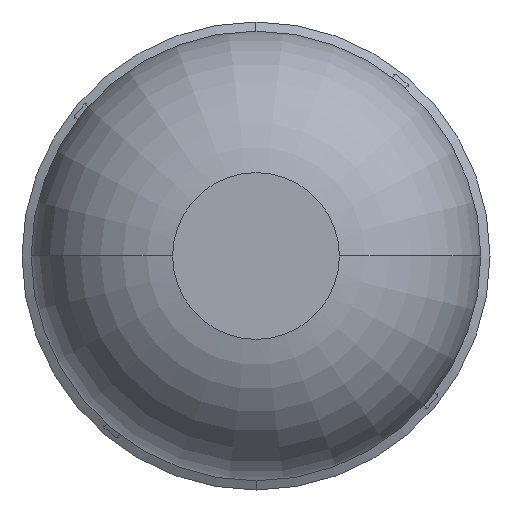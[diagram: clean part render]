
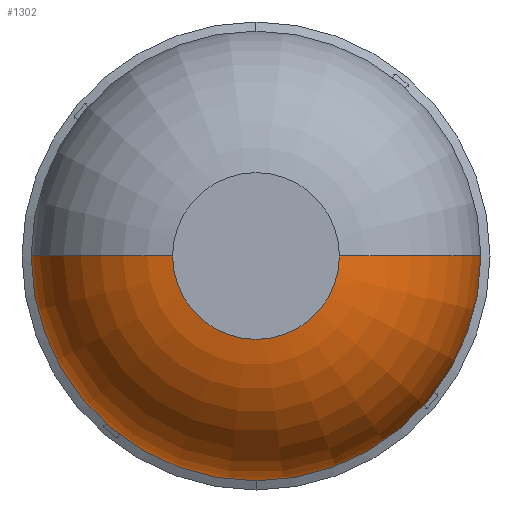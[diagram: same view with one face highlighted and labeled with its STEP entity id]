
A CAD part, left-side view. The second image highlights one B-rep face of the part: STEP entity #1302.
In plain terms, the highlighted toroidal (fillet/blend) face has major radius 0.175 mm and minor radius 0.508 mm.
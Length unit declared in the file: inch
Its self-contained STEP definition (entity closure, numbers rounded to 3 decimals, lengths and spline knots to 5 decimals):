
#291 = CIRCLE ( 'NONE', #1363, 0.00998 ) ;
#292 = CARTESIAN_POINT ( 'NONE',  ( -0.89412, 0.00528, 0. ) ) ;
#303 = DIRECTION ( 'NONE',  ( 0., 0., -1. ) ) ;
#435 = ORIENTED_EDGE ( 'NONE', *, *, #2523, .T. ) ;
#474 = CIRCLE ( 'NONE', #952, 0.0269 ) ;
#604 = VERTEX_POINT ( 'NONE', #3033 ) ;
#648 = CIRCLE ( 'NONE', #2731, 0.02 ) ;
#687 = FACE_OUTER_BOUND ( 'NONE', #1228, .T. ) ;
#902 = VERTEX_POINT ( 'NONE', #1909 ) ;
#952 = AXIS2_PLACEMENT_3D ( 'NONE', #3081, #2472, #2511 ) ;
#966 = EDGE_CURVE ( 'NONE', #2975, #3661, #1961, .T. ) ;
#991 = CARTESIAN_POINT ( 'NONE',  ( -0.87436, 0.0022, 0. ) ) ;
#1104 = DIRECTION ( 'NONE',  ( 0., 1., 0. ) ) ;
#1179 = DIRECTION ( 'NONE',  ( -1., 0., 0. ) ) ;
#1228 = EDGE_LOOP ( 'NONE', ( #1350, #1293, #1503, #2954, #435 ) ) ;
#1293 = ORIENTED_EDGE ( 'NONE', *, *, #1550, .T. ) ;
#1302 = ADVANCED_FACE ( 'NONE', ( #687 ), #3264, .T. ) ;
#1342 = DIRECTION ( 'NONE',  ( 1., 0., 0. ) ) ;
#1350 = ORIENTED_EDGE ( 'NONE', *, *, #2528, .T. ) ;
#1363 = AXIS2_PLACEMENT_3D ( 'NONE', #3658, #3679, #1104 ) ;
#1503 = ORIENTED_EDGE ( 'NONE', *, *, #1586, .F. ) ;
#1550 = EDGE_CURVE ( 'NONE', #902, #3444, #648, .T. ) ;
#1586 = EDGE_CURVE ( 'NONE', #3661, #3444, #291, .T. ) ;
#1880 = CARTESIAN_POINT ( 'NONE',  ( -0.87436, -0.0047, 0. ) ) ;
#1899 = AXIS2_PLACEMENT_3D ( 'NONE', #991, #2159, #1342 ) ;
#1909 = CARTESIAN_POINT ( 'NONE',  ( -0.87436, -0.0316, 0. ) ) ;
#1910 = DIRECTION ( 'NONE',  ( 0., 1., 0. ) ) ;
#1961 = CIRCLE ( 'NONE', #1899, 0.02 ) ;
#1977 = CARTESIAN_POINT ( 'NONE',  ( -0.89412, -0.01468, 0. ) ) ;
#2000 = CARTESIAN_POINT ( 'NONE',  ( -0.87436, -0.0116, 0. ) ) ;
#2097 = DIRECTION ( 'NONE',  ( -1., 0., 0. ) ) ;
#2159 = DIRECTION ( 'NONE',  ( 0., 0., 1. ) ) ;
#2312 = CIRCLE ( 'NONE', #2549, 0.0269 ) ;
#2472 = DIRECTION ( 'NONE',  ( -1., 0., 0. ) ) ;
#2511 = DIRECTION ( 'NONE',  ( 0., 1., 0. ) ) ;
#2523 = EDGE_CURVE ( 'NONE', #2975, #604, #2312, .T. ) ;
#2528 = EDGE_CURVE ( 'NONE', #604, #902, #474, .T. ) ;
#2549 = AXIS2_PLACEMENT_3D ( 'NONE', #3622, #2800, #1910 ) ;
#2731 = AXIS2_PLACEMENT_3D ( 'NONE', #2000, #303, #1179 ) ;
#2800 = DIRECTION ( 'NONE',  ( -1., 0., 0. ) ) ;
#2912 = AXIS2_PLACEMENT_3D ( 'NONE', #1880, #2097, #3237 ) ;
#2954 = ORIENTED_EDGE ( 'NONE', *, *, #966, .F. ) ;
#2975 = VERTEX_POINT ( 'NONE', #3164 ) ;
#3033 = CARTESIAN_POINT ( 'NONE',  ( -0.87436, -0.0047, -0.0269 ) ) ;
#3081 = CARTESIAN_POINT ( 'NONE',  ( -0.87436, -0.0047, 0. ) ) ;
#3164 = CARTESIAN_POINT ( 'NONE',  ( -0.87436, 0.0222, 0. ) ) ;
#3237 = DIRECTION ( 'NONE',  ( 0., 1., 0. ) ) ;
#3264 = TOROIDAL_SURFACE ( 'NONE', #2912, 0.0069, 0.02 ) ;
#3444 = VERTEX_POINT ( 'NONE', #1977 ) ;
#3622 = CARTESIAN_POINT ( 'NONE',  ( -0.87436, -0.0047, 0. ) ) ;
#3658 = CARTESIAN_POINT ( 'NONE',  ( -0.89412, -0.0047, 0. ) ) ;
#3661 = VERTEX_POINT ( 'NONE', #292 ) ;
#3679 = DIRECTION ( 'NONE',  ( -1., 0., 0. ) ) ;
